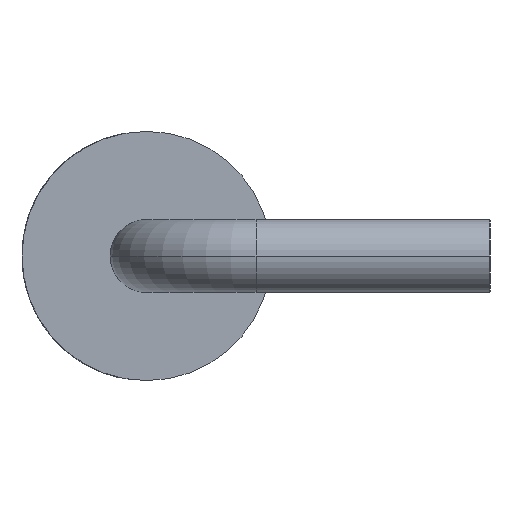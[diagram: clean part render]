
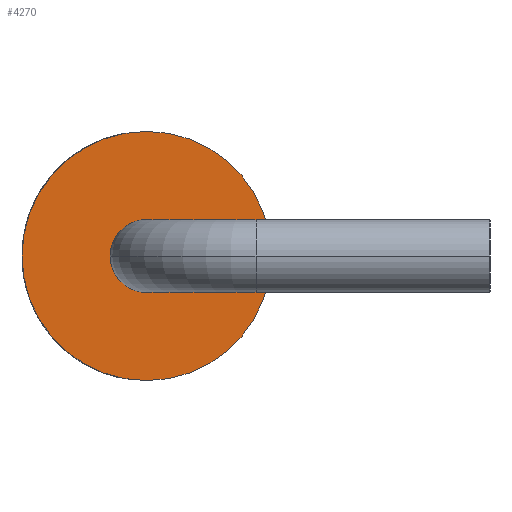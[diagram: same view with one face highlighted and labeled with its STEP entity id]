
A CAD part, left-side view. The second image highlights one B-rep face of the part: STEP entity #4270.
In plain terms, the highlighted planar face has unit normal (-1, 0, 0).
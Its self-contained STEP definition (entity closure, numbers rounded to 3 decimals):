
#82 = CARTESIAN_POINT ( 'NONE',  ( 2.75, 3.05, 0. ) ) ;
#204 = DIRECTION ( 'NONE',  ( 1., 0., 0. ) ) ;
#239 = VERTEX_POINT ( 'NONE', #317 ) ;
#298 = CIRCLE ( 'NONE', #888, 2.05 ) ;
#311 = EDGE_CURVE ( 'NONE', #1233, #3753, #2193, .T. ) ;
#317 = CARTESIAN_POINT ( 'NONE',  ( 2.75, 3.65, 0. ) ) ;
#645 = DIRECTION ( 'NONE',  ( 1., 0., 0. ) ) ;
#763 = DIRECTION ( 'NONE',  ( -1., 0., 0. ) ) ;
#888 = AXIS2_PLACEMENT_3D ( 'NONE', #4451, #645, #1338 ) ;
#925 = DIRECTION ( 'NONE',  ( 0., 0., -1. ) ) ;
#1233 = VERTEX_POINT ( 'NONE', #4069 ) ;
#1236 = DIRECTION ( 'NONE',  ( -1., 0., 0. ) ) ;
#1338 = DIRECTION ( 'NONE',  ( 0., 0., -1. ) ) ;
#1399 = EDGE_CURVE ( 'NONE', #3753, #1233, #298, .T. ) ;
#1573 = EDGE_CURVE ( 'NONE', #1934, #239, #2358, .T. ) ;
#1663 = DIRECTION ( 'NONE',  ( 1., 0., 0. ) ) ;
#1693 = AXIS2_PLACEMENT_3D ( 'NONE', #82, #763, #2914 ) ;
#1789 = EDGE_CURVE ( 'NONE', #239, #1934, #3087, .T. ) ;
#1888 = FACE_BOUND ( 'NONE', #4387, .T. ) ;
#1934 = VERTEX_POINT ( 'NONE', #2194 ) ;
#2193 = CIRCLE ( 'NONE', #3352, 2.05 ) ;
#2194 = CARTESIAN_POINT ( 'NONE',  ( 2.75, 2.45, 0. ) ) ;
#2233 = ORIENTED_EDGE ( 'NONE', *, *, #1789, .F. ) ;
#2291 = PLANE ( 'NONE',  #3778 ) ;
#2358 = CIRCLE ( 'NONE', #3657, 0.6 ) ;
#2437 = EDGE_LOOP ( 'NONE', ( #2694, #3698 ) ) ;
#2458 = DIRECTION ( 'NONE',  ( 0., 0., -1. ) ) ;
#2607 = DIRECTION ( 'NONE',  ( 0., 0., -1. ) ) ;
#2643 = FACE_OUTER_BOUND ( 'NONE', #2437, .T. ) ;
#2694 = ORIENTED_EDGE ( 'NONE', *, *, #311, .F. ) ;
#2696 = CARTESIAN_POINT ( 'NONE',  ( 2.75, 3.05, 0. ) ) ;
#2914 = DIRECTION ( 'NONE',  ( 0., 0., -1. ) ) ;
#3010 = CARTESIAN_POINT ( 'NONE',  ( 2.75, 3.05, -2.05 ) ) ;
#3087 = CIRCLE ( 'NONE', #1693, 0.6 ) ;
#3352 = AXIS2_PLACEMENT_3D ( 'NONE', #3417, #1663, #2458 ) ;
#3417 = CARTESIAN_POINT ( 'NONE',  ( 2.75, 3.05, 0. ) ) ;
#3657 = AXIS2_PLACEMENT_3D ( 'NONE', #2696, #1236, #925 ) ;
#3698 = ORIENTED_EDGE ( 'NONE', *, *, #1399, .F. ) ;
#3711 = CARTESIAN_POINT ( 'NONE',  ( 2.75, 3.05, 0. ) ) ;
#3753 = VERTEX_POINT ( 'NONE', #3010 ) ;
#3778 = AXIS2_PLACEMENT_3D ( 'NONE', #3711, #204, #2607 ) ;
#3841 = ORIENTED_EDGE ( 'NONE', *, *, #1573, .F. ) ;
#4069 = CARTESIAN_POINT ( 'NONE',  ( 2.75, 3.05, 2.05 ) ) ;
#4270 = ADVANCED_FACE ( 'NONE', ( #1888, #2643 ), #2291, .F. ) ;
#4387 = EDGE_LOOP ( 'NONE', ( #3841, #2233 ) ) ;
#4451 = CARTESIAN_POINT ( 'NONE',  ( 2.75, 3.05, 0. ) ) ;
